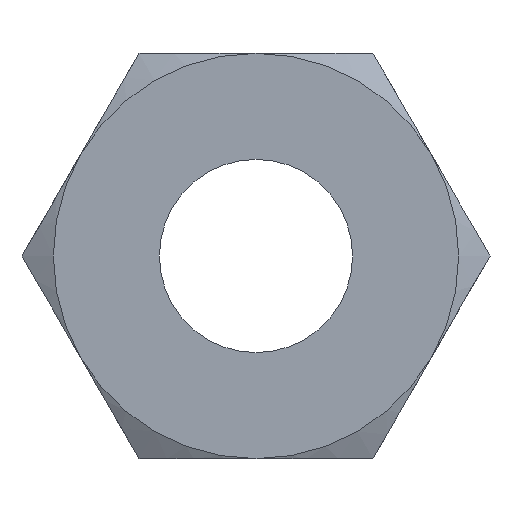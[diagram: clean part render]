
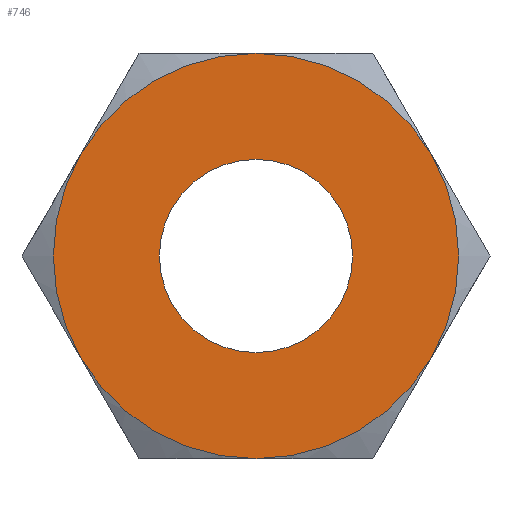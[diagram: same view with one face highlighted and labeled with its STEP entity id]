
A CAD part, front view. The second image highlights one B-rep face of the part: STEP entity #746.
In plain terms, the highlighted planar face has unit normal (0, -1, 0).
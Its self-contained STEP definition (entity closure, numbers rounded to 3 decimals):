
#75=CARTESIAN_POINT('',(10.392,0.0,-6.));
#76=VERTEX_POINT('',#75);
#159=CARTESIAN_POINT('',(0.0,0.,12.));
#160=VERTEX_POINT('',#159);
#241=CARTESIAN_POINT('',(10.392,0.0,6.));
#242=VERTEX_POINT('',#241);
#307=CARTESIAN_POINT('',(-10.392,0.0,6.0));
#308=VERTEX_POINT('',#307);
#382=CARTESIAN_POINT('',(-10.392,0.0,-6.));
#383=VERTEX_POINT('',#382);
#457=CARTESIAN_POINT('',(0.,0.0,-12.));
#458=VERTEX_POINT('',#457);
#524=CARTESIAN_POINT('',(0.0,0.0,0.0));
#525=DIRECTION('',(0.0,1.0,0.0));
#526=DIRECTION('',(0.0,0.0,1.0));
#527=AXIS2_PLACEMENT_3D('',#524,#525,#526);
#528=CIRCLE('',#527,12.);
#529=EDGE_CURVE('',#383,#308,#528,.T.);
#541=CARTESIAN_POINT('',(0.0,0.0,0.0));
#542=DIRECTION('',(0.0,1.0,0.0));
#543=DIRECTION('',(0.0,0.0,1.0));
#544=AXIS2_PLACEMENT_3D('',#541,#542,#543);
#545=CIRCLE('',#544,12.);
#546=EDGE_CURVE('',#458,#383,#545,.T.);
#558=CARTESIAN_POINT('',(0.0,0.0,0.0));
#559=DIRECTION('',(0.0,1.0,0.0));
#560=DIRECTION('',(0.0,0.0,1.0));
#561=AXIS2_PLACEMENT_3D('',#558,#559,#560);
#562=CIRCLE('',#561,12.);
#563=EDGE_CURVE('',#76,#458,#562,.T.);
#576=CARTESIAN_POINT('',(0.0,0.0,0.0));
#577=DIRECTION('',(0.0,1.0,0.0));
#578=DIRECTION('',(0.0,0.0,1.0));
#579=AXIS2_PLACEMENT_3D('',#576,#577,#578);
#580=CIRCLE('',#579,12.);
#581=EDGE_CURVE('',#242,#76,#580,.T.);
#593=CARTESIAN_POINT('',(0.0,0.0,0.0));
#594=DIRECTION('',(0.0,1.0,0.0));
#595=DIRECTION('',(0.0,0.0,1.0));
#596=AXIS2_PLACEMENT_3D('',#593,#594,#595);
#597=CIRCLE('',#596,12.);
#598=EDGE_CURVE('',#160,#242,#597,.T.);
#610=CARTESIAN_POINT('',(0.0,0.0,0.0));
#611=DIRECTION('',(0.0,1.0,0.0));
#612=DIRECTION('',(0.0,0.0,1.0));
#613=AXIS2_PLACEMENT_3D('',#610,#611,#612);
#614=CIRCLE('',#613,12.);
#615=EDGE_CURVE('',#308,#160,#614,.T.);
#722=CARTESIAN_POINT('',(0.0,0.,8.861));
#723=DIRECTION('',(0.0,-1.0,0.0));
#724=DIRECTION('',(0.0,0.0,-1.0));
#725=AXIS2_PLACEMENT_3D('',#722,#723,#724);
#726=PLANE('',#725);
#727=ORIENTED_EDGE('',*,*,#598,.F.);
#728=ORIENTED_EDGE('',*,*,#615,.F.);
#729=ORIENTED_EDGE('',*,*,#529,.F.);
#730=ORIENTED_EDGE('',*,*,#546,.F.);
#731=ORIENTED_EDGE('',*,*,#563,.F.);
#732=ORIENTED_EDGE('',*,*,#581,.F.);
#733=EDGE_LOOP('',(#727,#728,#729,#730,#731,#732));
#734=FACE_OUTER_BOUND('',#733,.T.);
#735=CARTESIAN_POINT('',(0.0,0.,5.723));
#736=VERTEX_POINT('',#735);
#737=CARTESIAN_POINT('',(0.0,0.,0.0));
#738=DIRECTION('',(0.0,1.0,0.0));
#739=DIRECTION('',(0.0,0.0,1.0));
#740=AXIS2_PLACEMENT_3D('',#737,#738,#739);
#741=CIRCLE('',#740,5.723);
#742=EDGE_CURVE('',#736,#736,#741,.T.);
#743=ORIENTED_EDGE('',*,*,#742,.T.);
#744=EDGE_LOOP('',(#743));
#745=FACE_BOUND('',#744,.T.);
#746=ADVANCED_FACE('',(#734,#745),#726,.T.);
